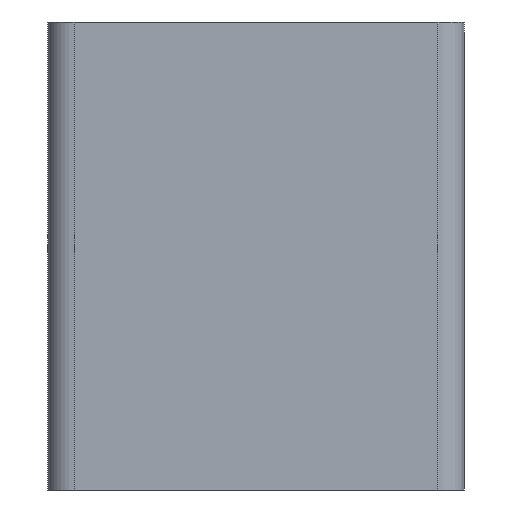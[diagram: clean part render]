
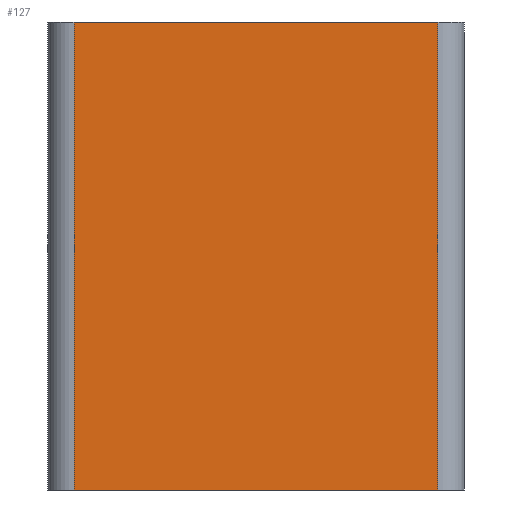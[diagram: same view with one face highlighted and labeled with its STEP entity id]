
A CAD part, left-side view. The second image highlights one B-rep face of the part: STEP entity #127.
In plain terms, the highlighted planar face has unit normal (-1, 0, 0).
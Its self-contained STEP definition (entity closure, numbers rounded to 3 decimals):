
#127=ADVANCED_FACE('',(#1433),#1435,.T.);
#1433=FACE_BOUND('',#1434,.T.);
#1434=EDGE_LOOP('',(#2379,#2380,#2381,#2382));
#1435=PLANE('',#1436);
#1436=AXIS2_PLACEMENT_3D('',#1437,#1438,#1439);
#1437=CARTESIAN_POINT('',(-0.8,0.4,0.));
#1438=DIRECTION('',(-1.,0.,0.));
#1439=DIRECTION('',(0.,-1.,0.));
#2379=ORIENTED_EDGE('',*,*,#3411,.T.);
#2380=ORIENTED_EDGE('',*,*,#3409,.F.);
#2381=ORIENTED_EDGE('',*,*,#3412,.F.);
#2382=ORIENTED_EDGE('',*,*,#3400,.T.);
#3400=EDGE_CURVE('',#3826,#3823,#3827,.T.);
#3409=EDGE_CURVE('',#3839,#3836,#3841,.T.);
#3411=EDGE_CURVE('',#3823,#3836,#3843,.T.);
#3412=EDGE_CURVE('',#3826,#3839,#3844,.T.);
#3823=VERTEX_POINT('',#4555);
#3826=VERTEX_POINT('',#4561);
#3827=LINE('',#4562,#4563);
#3836=VERTEX_POINT('',#4584);
#3839=VERTEX_POINT('',#4592);
#3841=LINE('',#4597,#4598);
#3843=LINE('',#4603,#4604);
#3844=LINE('',#4606,#4607);
#4555=CARTESIAN_POINT('',(-0.8,-0.35,0.));
#4561=CARTESIAN_POINT('',(-0.8,0.35,0.));
#4562=CARTESIAN_POINT('',(-0.8,0.35,0.));
#4563=VECTOR('',#4564,1.);
#4564=DIRECTION('',(0.,-1.,0.));
#4584=CARTESIAN_POINT('',(-0.8,-0.35,0.9));
#4592=CARTESIAN_POINT('',(-0.8,0.35,0.9));
#4597=CARTESIAN_POINT('',(-0.8,0.35,0.9));
#4598=VECTOR('',#4599,1.);
#4599=DIRECTION('',(0.,-1.,0.));
#4603=CARTESIAN_POINT('',(-0.8,-0.35,0.));
#4604=VECTOR('',#4605,1.);
#4605=DIRECTION('',(0.,0.,1.));
#4606=CARTESIAN_POINT('',(-0.8,0.35,0.));
#4607=VECTOR('',#4608,1.);
#4608=DIRECTION('',(0.,0.,1.));
